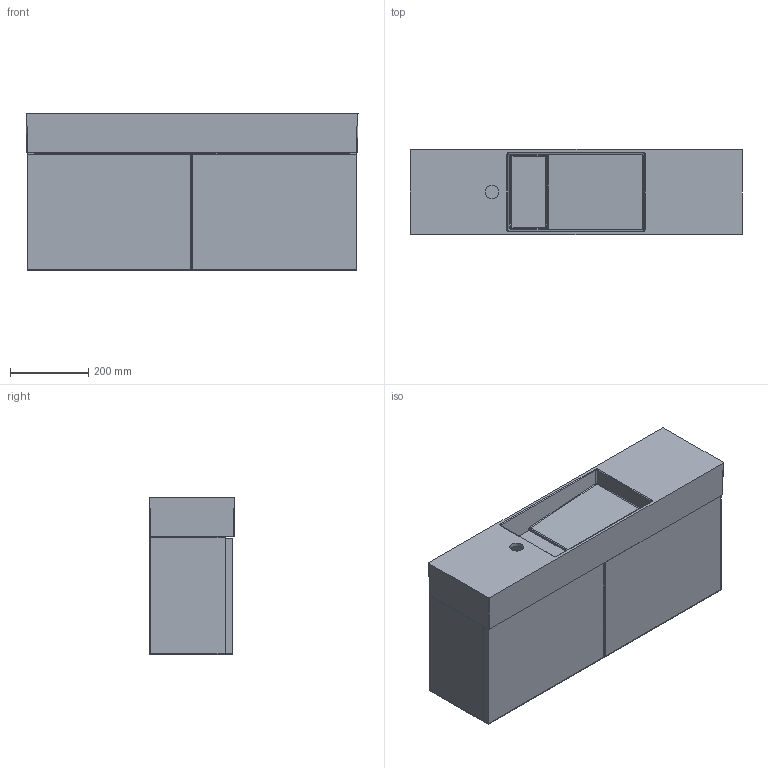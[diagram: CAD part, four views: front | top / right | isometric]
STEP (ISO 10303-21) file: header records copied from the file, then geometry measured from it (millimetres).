
FILE_DESCRIPTION(/* description */ (''),/* implementation_level */ '2;1');
FILE_NAME(/* name */ '850+тумба.stp',/* time_stamp */ '2025-07-31T13:11:42+03:00',/* author */ ('ya'),/* organization */ (''),/* preprocessor_version */ 'ST-DEVELOPER v18.1',/* originating_system */ 'Autodesk Inventor 2022',/* authorisation */ '');
FILE_SCHEMA (('AUTOMOTIVE_DESIGN { 1 0 10303 214 3 1 1 }'));
Length unit declared in the file: millimetre
Products named in the file (3): 850+тумба; toni 850; Toni 850R
Assembly tree (2 placements, depth 2):
  850+тумба
    toni 850
    Toni 850R
Bounding box: 850 x 220 x 400 mm (x, y, z)
Volume: 14818192.5 mm3; surface area: 2460258.7 mm2
Topology: 17 solids, 17 shells, 255 faces, 605 edges, 378 vertices
Faces by surface type: plane 152, bspline 48, cylinder 44, cone 6, torus 3, sphere 2
Full cylindrical faces by diameter (mm): 10 x2, 35 x1, 45 x1
Entity records: 22213 total; most frequent: CARTESIAN_POINT 16494, ORIENTED_EDGE 1206, DIRECTION 1048, EDGE_CURVE 603, LINE 398, VECTOR 398, VERTEX_POINT 378, AXIS2_PLACEMENT_3D 325
